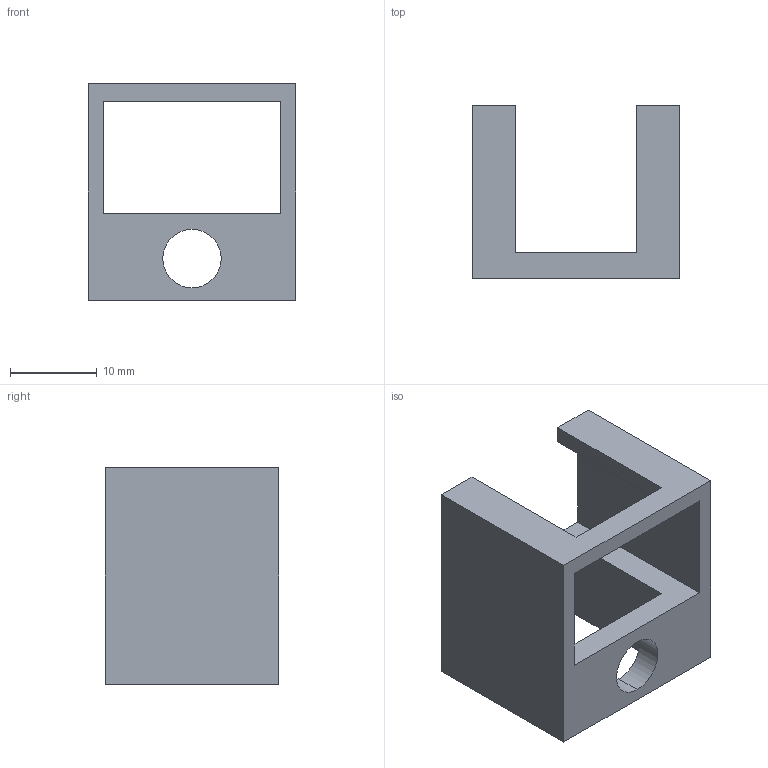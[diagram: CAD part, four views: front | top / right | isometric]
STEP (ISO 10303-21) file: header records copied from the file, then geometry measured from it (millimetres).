
FILE_DESCRIPTION (( 'STEP AP203' ), '1' );
FILE_NAME ('ButtonHolder.STEP', '2025-08-30T23:08:32', ( '' ), ( '' ), 'SwSTEP 2.0', 'SolidWorks 2025', '' );
FILE_SCHEMA (( 'CONFIG_CONTROL_DESIGN' ));
Length unit declared in the file: millimetre
Products named in the file (1): ButtonHolder
Bounding box: 24 x 20 x 25 mm (x, y, z)
Volume: 3706.6 mm3; surface area: 3415 mm2
Topology: 1 solids, 1 shells, 19 faces, 54 edges, 36 vertices
Faces by surface type: plane 17, cylinder 2
Entity records: 697 total; most frequent: CARTESIAN_POINT 110, ORIENTED_EDGE 108, DIRECTION 98, EDGE_CURVE 54, VECTOR 50, LINE 50, VERTEX_POINT 36, AXIS2_PLACEMENT_3D 24
